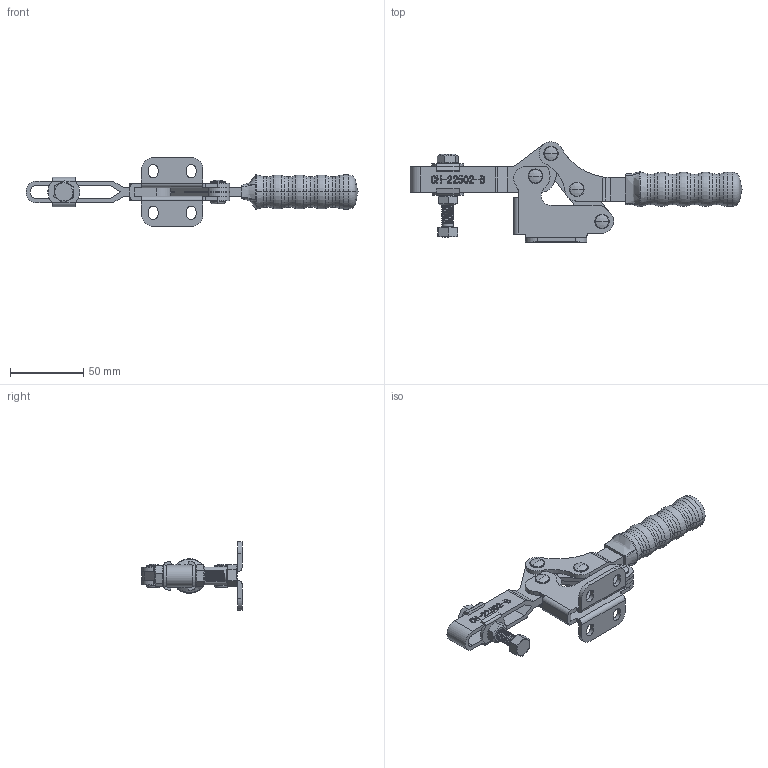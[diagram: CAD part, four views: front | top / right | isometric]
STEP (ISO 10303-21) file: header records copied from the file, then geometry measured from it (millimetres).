
FILE_DESCRIPTION (( 'STEP AP203' ), '1' );
FILE_NAME ('CH-22502-B.STEP', '2010-06-04T01:14:02', ( '·L?¥Î?' ), ( '·L?¤¤?' ), 'SwSTEP 2.0', 'SolidWorks 2005179', '' );
FILE_SCHEMA (( 'CONFIG_CONTROL_DESIGN' ));
Length unit declared in the file: millimetre
Products named in the file (10): 22502-B-01_??; 22502-B-06_??; CH-22502-B; FW516_??; 22502-B-05_??; 22502-B-03_??; 22502-B-02_??; CH-FC-085012_??; M8_??; 22502-B-04_??
Assembly tree (15 placements, depth 2):
  CH-22502-B
    FW516_??  x2
    22502-B-05_??  x4
    CH-FC-085012_??
    22502-B-04_??  x2
    22502-B-06_??
    M8_??  x2
    22502-B-03_??
    22502-B-01_??
    22502-B-02_??
Bounding box: 227.03 x 68.5 x 47 mm (x, y, z)
Volume: 76036.1 mm3; surface area: 50425.1 mm2
Topology: 15 solids, 15 shells, 886 faces, 2325 edges, 1501 vertices
Faces by surface type: plane 309, cylinder 241, bspline 216, torus 68, cone 40, sphere 12
Entity records: 51091 total; most frequent: CARTESIAN_POINT 32674, ORIENTED_EDGE 4052, DIRECTION 2838, EDGE_CURVE 2026, VERTEX_POINT 1321, VECTOR 1056, LINE 1056, AXIS2_PLACEMENT_3D 891
